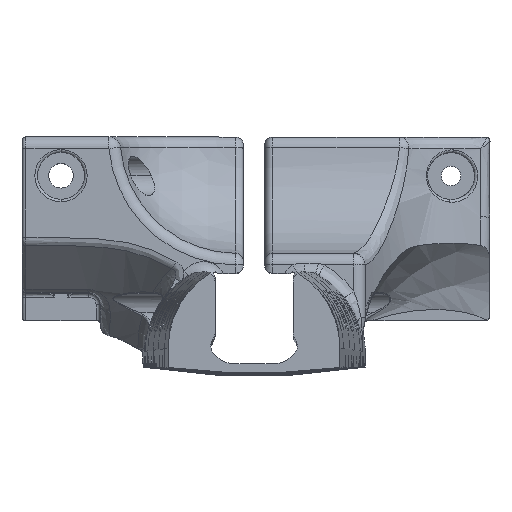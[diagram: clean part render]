
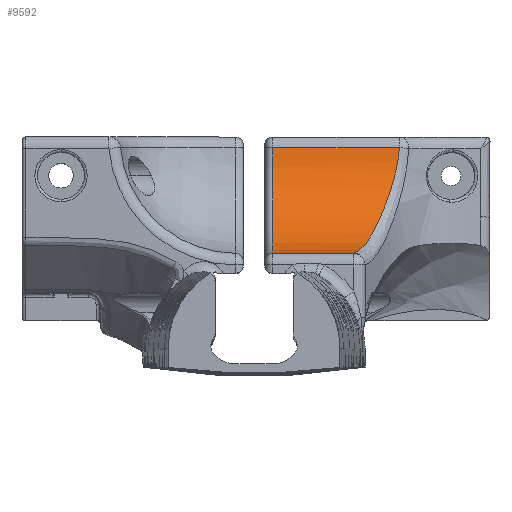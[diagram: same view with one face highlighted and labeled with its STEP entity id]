
A CAD part, top view. The second image highlights one B-rep face of the part: STEP entity #9592.
In plain terms, the highlighted cylindrical face has radius 30 mm (diameter 60 mm), a partial arc.
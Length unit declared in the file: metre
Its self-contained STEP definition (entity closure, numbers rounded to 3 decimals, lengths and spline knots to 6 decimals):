
#561=LINE('',#16966,#987);
#562=LINE('',#16971,#988);
#987=VECTOR('',#12641,1.);
#988=VECTOR('',#12644,1.);
#1324=CYLINDRICAL_SURFACE('',#10590,0.03);
#1782=CIRCLE('',#10591,0.03);
#3401=ORIENTED_EDGE('',*,*,#5896,.T.);
#3402=ORIENTED_EDGE('',*,*,#5897,.T.);
#3403=ORIENTED_EDGE('',*,*,#5898,.T.);
#3404=ORIENTED_EDGE('',*,*,#5899,.T.);
#5896=EDGE_CURVE('',#7212,#7213,#561,.T.);
#5897=EDGE_CURVE('',#7213,#7214,#1782,.T.);
#5898=EDGE_CURVE('',#7214,#7215,#562,.F.);
#5899=EDGE_CURVE('',#7215,#7212,#7740,.T.);
#7212=VERTEX_POINT('',#16967);
#7213=VERTEX_POINT('',#16968);
#7214=VERTEX_POINT('',#16970);
#7215=VERTEX_POINT('',#16972);
#7740=B_SPLINE_CURVE_WITH_KNOTS('',3,(#16973,#16974,#16975,#16976,#16977,
#16978,#16979,#16980,#16981,#16982,#16983),.UNSPECIFIED.,.F.,.F.,(4,1,1,
1,1,1,1,1,4),(0.,0.005414,0.010829,0.016243,
0.021657,0.027072,0.032486,0.0379,
0.043315),.UNSPECIFIED.);
#8260=EDGE_LOOP('',(#3401,#3402,#3403,#3404));
#8920=FACE_BOUND('',#8260,.T.);
#9592=ADVANCED_FACE('',(#8920),#1324,.F.);
#10590=AXIS2_PLACEMENT_3D('',#16965,#12639,#12640);
#10591=AXIS2_PLACEMENT_3D('',#16969,#12642,#12643);
#12639=DIRECTION('',(-1.,0.,0.));
#12640=DIRECTION('',(0.,-1.,0.));
#12641=DIRECTION('',(-1.,0.,0.));
#12642=DIRECTION('',(-1.,0.,0.));
#12643=DIRECTION('',(0.,-1.,0.));
#12644=DIRECTION('',(-1.,0.,0.));
#16965=CARTESIAN_POINT('',(4.535478,0.061812,0.051));
#16966=CARTESIAN_POINT('',(4.535478,0.059085,0.021124));
#16967=CARTESIAN_POINT('',(0.037263,0.059085,0.021124));
#16968=CARTESIAN_POINT('',(0.00475,0.059085,0.021124));
#16969=CARTESIAN_POINT('',(0.00475,0.061812,0.051));
#16970=CARTESIAN_POINT('',(0.00475,0.031936,0.048273));
#16971=CARTESIAN_POINT('',(4.535478,0.031936,0.048273));
#16972=CARTESIAN_POINT('',(0.025566,0.031936,0.048273));
#16973=CARTESIAN_POINT('',(0.025566,0.031936,0.048273));
#16974=CARTESIAN_POINT('',(0.026122,0.032094,0.046546));
#16975=CARTESIAN_POINT('',(0.027195,0.0327,0.043156));
#16976=CARTESIAN_POINT('',(0.028809,0.0345,0.038233));
#16977=CARTESIAN_POINT('',(0.030409,0.037064,0.033783));
#16978=CARTESIAN_POINT('',(0.032071,0.040408,0.029769));
#16979=CARTESIAN_POINT('',(0.033706,0.044315,0.026448));
#16980=CARTESIAN_POINT('',(0.035287,0.04884,0.023782));
#16981=CARTESIAN_POINT('',(0.036589,0.05372,0.021952));
#16982=CARTESIAN_POINT('',(0.037127,0.05727,0.02129));
#16983=CARTESIAN_POINT('',(0.037263,0.059085,0.021124));
